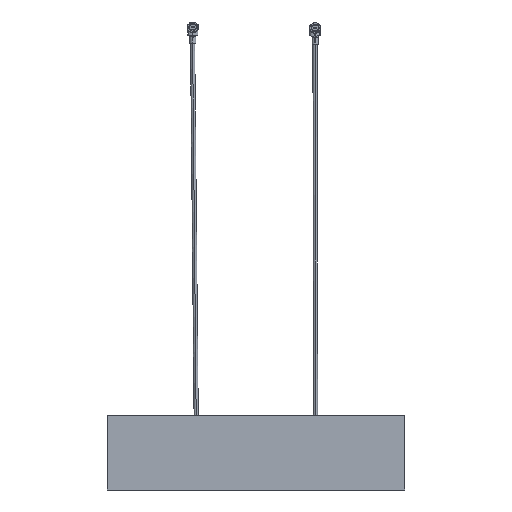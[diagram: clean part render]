
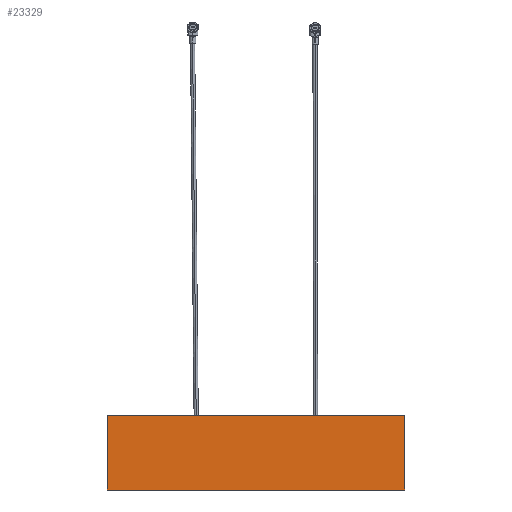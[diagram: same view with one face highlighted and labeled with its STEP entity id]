
A CAD part, front view. The second image highlights one B-rep face of the part: STEP entity #23329.
In plain terms, the highlighted planar face has unit normal (0, -1, 0).
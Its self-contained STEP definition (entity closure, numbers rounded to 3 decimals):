
#39 = VERTEX_POINT ( 'NONE', #24438 ) ;
#799 = VECTOR ( 'NONE', #13551, 1000. ) ;
#1639 = EDGE_LOOP ( 'NONE', ( #24540, #7771, #31131, #9527 ) ) ;
#2010 = AXIS2_PLACEMENT_3D ( 'NONE', #10690, #8126, #27618 ) ;
#3608 = VERTEX_POINT ( 'NONE', #12933 ) ;
#3694 = VERTEX_POINT ( 'NONE', #19158 ) ;
#7054 = EDGE_CURVE ( 'NONE', #3608, #24733, #19253, .T. ) ;
#7768 = CARTESIAN_POINT ( 'NONE',  ( 35.657, 6.39, 90. ) ) ;
#7771 = ORIENTED_EDGE ( 'NONE', *, *, #18025, .F. ) ;
#8126 = DIRECTION ( 'NONE',  ( 0., -1., 0. ) ) ;
#9527 = ORIENTED_EDGE ( 'NONE', *, *, #7054, .F. ) ;
#10690 = CARTESIAN_POINT ( 'NONE',  ( -44.343, 6.39, 90. ) ) ;
#11201 = CARTESIAN_POINT ( 'NONE',  ( -44.343, 6.39, 70. ) ) ;
#12607 = EDGE_CURVE ( 'NONE', #39, #3608, #19236, .T. ) ;
#12933 = CARTESIAN_POINT ( 'NONE',  ( -44.343, 6.39, 90. ) ) ;
#13551 = DIRECTION ( 'NONE',  ( -1., 0., 0. ) ) ;
#13631 = PLANE ( 'NONE',  #2010 ) ;
#16804 = CARTESIAN_POINT ( 'NONE',  ( -44.343, 6.39, 90. ) ) ;
#18025 = EDGE_CURVE ( 'NONE', #3694, #39, #18337, .T. ) ;
#18337 = LINE ( 'NONE', #11201, #799 ) ;
#19158 = CARTESIAN_POINT ( 'NONE',  ( 35.657, 6.39, 70. ) ) ;
#19236 = LINE ( 'NONE', #16804, #34405 ) ;
#19253 = LINE ( 'NONE', #35667, #31808 ) ;
#23192 = EDGE_CURVE ( 'NONE', #24733, #3694, #23608, .T. ) ;
#23329 = ADVANCED_FACE ( 'NONE', ( #33026 ), #13631, .T. ) ;
#23608 = LINE ( 'NONE', #7768, #35203 ) ;
#24438 = CARTESIAN_POINT ( 'NONE',  ( -44.343, 6.39, 70. ) ) ;
#24540 = ORIENTED_EDGE ( 'NONE', *, *, #12607, .F. ) ;
#24733 = VERTEX_POINT ( 'NONE', #30385 ) ;
#24845 = DIRECTION ( 'NONE',  ( 1., 0., 0. ) ) ;
#25108 = DIRECTION ( 'NONE',  ( 0., 0., 1. ) ) ;
#27039 = DIRECTION ( 'NONE',  ( 0., 0., -1. ) ) ;
#27618 = DIRECTION ( 'NONE',  ( 0., 0., -1. ) ) ;
#30385 = CARTESIAN_POINT ( 'NONE',  ( 35.657, 6.39, 90. ) ) ;
#31131 = ORIENTED_EDGE ( 'NONE', *, *, #23192, .F. ) ;
#31808 = VECTOR ( 'NONE', #24845, 1000. ) ;
#33026 = FACE_OUTER_BOUND ( 'NONE', #1639, .T. ) ;
#34405 = VECTOR ( 'NONE', #25108, 1000. ) ;
#35203 = VECTOR ( 'NONE', #27039, 1000. ) ;
#35667 = CARTESIAN_POINT ( 'NONE',  ( -44.343, 6.39, 90. ) ) ;
